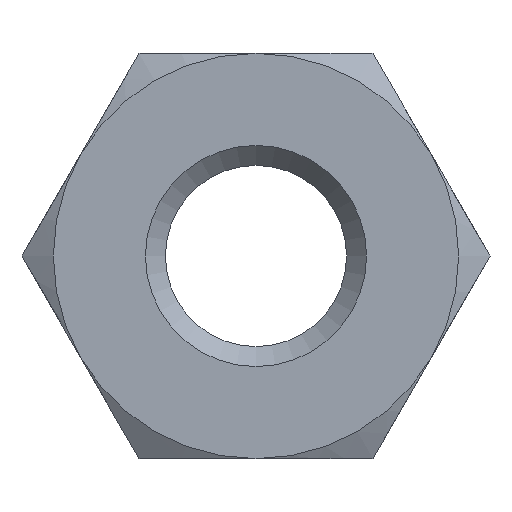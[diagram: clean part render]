
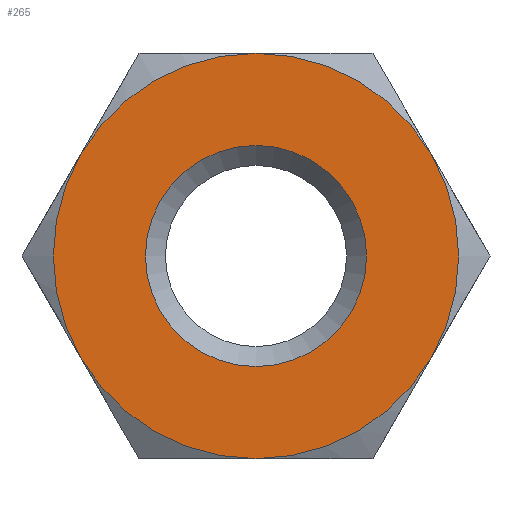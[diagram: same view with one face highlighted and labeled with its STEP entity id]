
A CAD part, left-side view. The second image highlights one B-rep face of the part: STEP entity #265.
In plain terms, the highlighted planar face has unit normal (-1, 0, 0).
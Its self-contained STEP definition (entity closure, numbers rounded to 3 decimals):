
#46=FACE_BOUND('',#79,.T.);
#48=PLANE('',#301);
#61=FACE_OUTER_BOUND('',#78,.T.);
#78=EDGE_LOOP('',(#191,#192,#193,#194,#195,#196));
#79=EDGE_LOOP('',(#197));
#92=CIRCLE('',#292,2.75);
#93=CIRCLE('',#294,2.75);
#94=CIRCLE('',#296,2.75);
#95=CIRCLE('',#298,2.75);
#96=CIRCLE('',#300,2.75);
#97=CIRCLE('',#302,2.75);
#98=CIRCLE('',#303,1.5);
#115=VERTEX_POINT('',#394);
#117=VERTEX_POINT('',#399);
#118=VERTEX_POINT('',#405);
#120=VERTEX_POINT('',#415);
#122=VERTEX_POINT('',#425);
#124=VERTEX_POINT('',#435);
#126=VERTEX_POINT('',#446);
#140=EDGE_CURVE('',#115,#117,#92,.T.);
#141=EDGE_CURVE('',#117,#118,#93,.T.);
#144=EDGE_CURVE('',#118,#120,#94,.T.);
#149=EDGE_CURVE('',#122,#115,#95,.T.);
#150=EDGE_CURVE('',#120,#124,#96,.T.);
#153=EDGE_CURVE('',#124,#122,#97,.T.);
#154=EDGE_CURVE('',#126,#126,#98,.T.);
#191=ORIENTED_EDGE('',*,*,#150,.T.);
#192=ORIENTED_EDGE('',*,*,#153,.T.);
#193=ORIENTED_EDGE('',*,*,#149,.T.);
#194=ORIENTED_EDGE('',*,*,#140,.T.);
#195=ORIENTED_EDGE('',*,*,#141,.T.);
#196=ORIENTED_EDGE('',*,*,#144,.T.);
#197=ORIENTED_EDGE('',*,*,#154,.F.);
#265=ADVANCED_FACE('',(#61,#46),#48,.F.);
#292=AXIS2_PLACEMENT_3D('',#403,#323,#324);
#294=AXIS2_PLACEMENT_3D('',#406,#327,#328);
#296=AXIS2_PLACEMENT_3D('',#416,#331,#332);
#298=AXIS2_PLACEMENT_3D('',#433,#335,#336);
#300=AXIS2_PLACEMENT_3D('',#436,#339,#340);
#301=AXIS2_PLACEMENT_3D('',#444,#341,#342);
#302=AXIS2_PLACEMENT_3D('',#445,#343,#344);
#303=AXIS2_PLACEMENT_3D('',#447,#345,#346);
#323=DIRECTION('center_axis',(-1.,0.,0.));
#324=DIRECTION('ref_axis',(0.,0.,1.));
#327=DIRECTION('center_axis',(-1.,0.,0.));
#328=DIRECTION('ref_axis',(0.,0.,1.));
#331=DIRECTION('center_axis',(-1.,0.,0.));
#332=DIRECTION('ref_axis',(0.,0.,1.));
#335=DIRECTION('center_axis',(-1.,0.,0.));
#336=DIRECTION('ref_axis',(0.,0.,1.));
#339=DIRECTION('center_axis',(-1.,0.,0.));
#340=DIRECTION('ref_axis',(0.,0.,1.));
#341=DIRECTION('center_axis',(1.,0.,0.));
#342=DIRECTION('ref_axis',(0.,0.,-1.));
#343=DIRECTION('center_axis',(-1.,0.,0.));
#344=DIRECTION('ref_axis',(0.,0.,1.));
#345=DIRECTION('center_axis',(-1.,0.,0.));
#346=DIRECTION('ref_axis',(0.,0.,1.));
#394=CARTESIAN_POINT('',(-1.2,0.,-2.75));
#399=CARTESIAN_POINT('',(-1.2,-2.382,-1.375));
#403=CARTESIAN_POINT('Origin',(-1.2,0.,0.));
#405=CARTESIAN_POINT('',(-1.2,-2.382,1.375));
#406=CARTESIAN_POINT('Origin',(-1.2,0.,0.));
#415=CARTESIAN_POINT('',(-1.2,0.,2.75));
#416=CARTESIAN_POINT('Origin',(-1.2,0.,0.));
#425=CARTESIAN_POINT('',(-1.2,2.382,-1.375));
#433=CARTESIAN_POINT('Origin',(-1.2,0.,0.));
#435=CARTESIAN_POINT('',(-1.2,2.382,1.375));
#436=CARTESIAN_POINT('Origin',(-1.2,0.,0.));
#444=CARTESIAN_POINT('Origin',(-1.2,0.,0.));
#445=CARTESIAN_POINT('Origin',(-1.2,0.,0.));
#446=CARTESIAN_POINT('',(-1.2,0.,-1.5));
#447=CARTESIAN_POINT('Origin',(-1.2,0.,0.));
